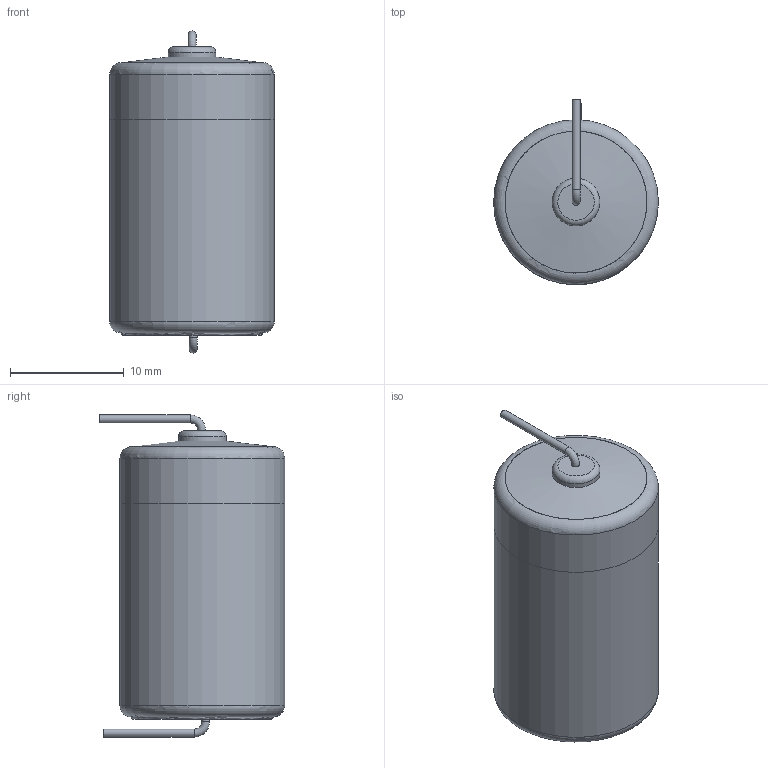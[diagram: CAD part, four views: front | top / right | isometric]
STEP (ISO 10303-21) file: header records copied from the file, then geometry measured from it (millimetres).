
FILE_DESCRIPTION(('STEP AP214'), '1');
FILE_NAME('cr14250', '', ('UNSPECIFIED'), ('UNSPECIFIED'), 'ASCON STEP Converter 1.3', 'ASCON Math Kernel', '');
FILE_SCHEMA(('AUTOMOTIVE_DESIGN { 1 0 10303 214 3 1 1}'));
Length unit declared in the file: millimetre
Products named in the file (8): User Library-ER14250; Cono; Fillet001; Fillet; Fillet003; Fillet002
Assembly tree (8 placements, depth 3):
  (unnamed)
    User Library-ER14250
      Cono
      Fillet001
      Fillet
      Fillet003
      Fillet002
    (unnamed)  x2
Bounding box: 14.5 x 16.31 x 28.36 mm (x, y, z)
Volume: 4098.1 mm3; surface area: 2331.1 mm2
Topology: 7 solids, 7 shells, 29 faces, 41 edges, 26 vertices
Faces by surface type: plane 14, cylinder 8, torus 6, cone 1
Full cylindrical faces by diameter (mm): 0.7 x4, 4.2 x1, 12.5 x1, 14.5 x2
Entity records: 1457 total; most frequent: CARTESIAN_POINT 433, DIRECTION 102, AXIS2_PLACEMENT_3D 51, ORIENTED_EDGE 44, EDGE_LOOP 36, DATE_AND_TIME 32, CALENDAR_DATE 32, LOCAL_TIME 32
